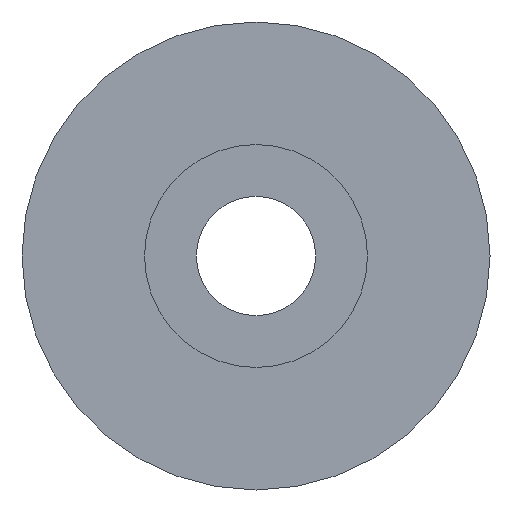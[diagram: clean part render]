
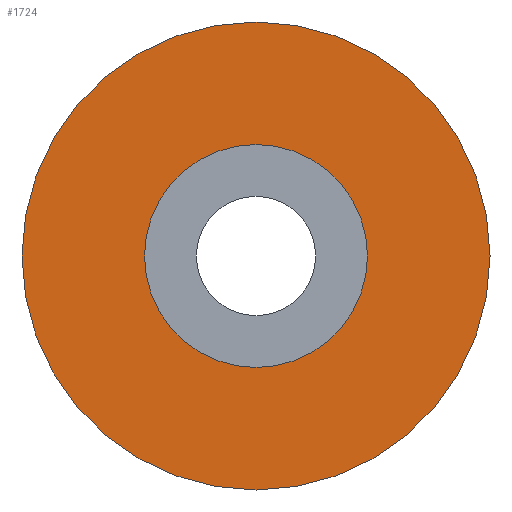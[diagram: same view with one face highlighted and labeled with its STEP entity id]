
A CAD part, left-side view. The second image highlights one B-rep face of the part: STEP entity #1724.
In plain terms, the highlighted planar face has unit normal (-1, 0, 0).
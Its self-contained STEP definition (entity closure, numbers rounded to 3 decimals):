
#1065 = DIRECTION ( 'NONE',  ( -1., 0., 0. ) ) ;
#1724 = ADVANCED_FACE ( 'NONE', ( #6041, #10767 ), #2523, .T. ) ;
#1750 = AXIS2_PLACEMENT_3D ( 'NONE', #9940, #4432, #6145 ) ;
#2523 = PLANE ( 'NONE',  #1750 ) ;
#2607 = VERTEX_POINT ( 'NONE', #9195 ) ;
#3067 = CIRCLE ( 'NONE', #5181, 27.5 ) ;
#3346 = ORIENTED_EDGE ( 'NONE', *, *, #5109, .F. ) ;
#3658 = EDGE_LOOP ( 'NONE', ( #3346 ) ) ;
#3791 = CIRCLE ( 'NONE', #11254, 13.1 ) ;
#4432 = DIRECTION ( 'NONE',  ( -1., 0., 0. ) ) ;
#5109 = EDGE_CURVE ( 'NONE', #12219, #12219, #3067, .T. ) ;
#5181 = AXIS2_PLACEMENT_3D ( 'NONE', #9104, #7051, #11872 ) ;
#6041 = FACE_BOUND ( 'NONE', #11313, .T. ) ;
#6145 = DIRECTION ( 'NONE',  ( 0., 0., 1. ) ) ;
#6764 = EDGE_CURVE ( 'NONE', #2607, #2607, #3791, .T. ) ;
#7051 = DIRECTION ( 'NONE',  ( 1., 0., 0. ) ) ;
#8061 = CARTESIAN_POINT ( 'NONE',  ( 0., 0., -27.5 ) ) ;
#8649 = DIRECTION ( 'NONE',  ( 0., 0., 1. ) ) ;
#9086 = ORIENTED_EDGE ( 'NONE', *, *, #6764, .F. ) ;
#9104 = CARTESIAN_POINT ( 'NONE',  ( 0., 0., 0. ) ) ;
#9195 = CARTESIAN_POINT ( 'NONE',  ( 0., 0., 13.1 ) ) ;
#9940 = CARTESIAN_POINT ( 'NONE',  ( 0., 27.5, 0. ) ) ;
#10411 = CARTESIAN_POINT ( 'NONE',  ( 0., 0., 0. ) ) ;
#10767 = FACE_OUTER_BOUND ( 'NONE', #3658, .T. ) ;
#11254 = AXIS2_PLACEMENT_3D ( 'NONE', #10411, #1065, #8649 ) ;
#11313 = EDGE_LOOP ( 'NONE', ( #9086 ) ) ;
#11872 = DIRECTION ( 'NONE',  ( 0., 0., -1. ) ) ;
#12219 = VERTEX_POINT ( 'NONE', #8061 ) ;
